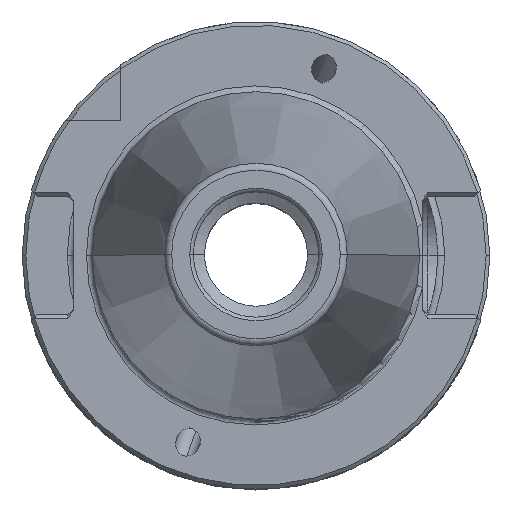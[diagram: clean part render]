
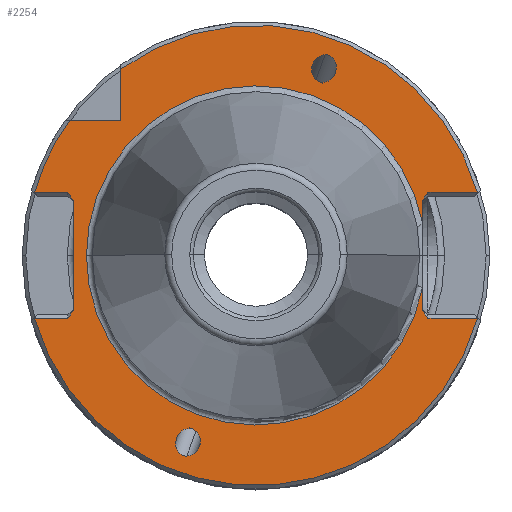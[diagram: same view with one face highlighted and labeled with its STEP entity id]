
A CAD part, top view. The second image highlights one B-rep face of the part: STEP entity #2254.
In plain terms, the highlighted planar face has unit normal (0, 0, 1).
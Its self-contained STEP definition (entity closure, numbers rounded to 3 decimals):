
#1666=EDGE_CURVE('NONE',#4234,#4324,#4667,.T.);
#1724=VERTEX_POINT('NONE',#4726);
#1770=EDGE_CURVE('NONE',#1826,#2108,#4777,.T.);
#1826=VERTEX_POINT('NONE',#4841);
#1870=VERTEX_POINT('NONE',#4888);
#1944=EDGE_CURVE('NONE',#3892,#1724,#4971,.T.);
#1996=EDGE_CURVE('NONE',#2818,#2584,#5024,.T.);
#2002=VERTEX_POINT('NONE',#5031);
#2014=VERTEX_POINT('NONE',#5047);
#2108=VERTEX_POINT('NONE',#5153);
#2236=EDGE_CURVE('NONE',#4234,#2666,#5291,.T.);
#2254=ADVANCED_FACE('NONE',(#5312,#5313,#5314),#5315,.T.);
#2378=EDGE_CURVE('NONE',#2584,#2646,#5451,.T.);
#2402=VERTEX_POINT('NONE',#5477);
#2456=EDGE_CURVE('NONE',#4446,#4324,#5536,.T.);
#2482=VERTEX_POINT('NONE',#5563);
#2584=VERTEX_POINT('NONE',#5678);
#2646=VERTEX_POINT('NONE',#5746);
#2666=VERTEX_POINT('NONE',#5768);
#2684=EDGE_CURVE('NONE',#2482,#2002,#5788,.T.);
#2764=EDGE_CURVE('NONE',#2402,#3614,#5879,.T.);
#2788=EDGE_CURVE('NONE',#2014,#2482,#5905,.T.);
#2818=VERTEX_POINT('NONE',#5939);
#2852=EDGE_CURVE('NONE',#3432,#1724,#5979,.T.);
#2942=EDGE_CURVE('NONE',#2108,#1826,#6076,.T.);
#3418=EDGE_CURVE('NONE',#2402,#4084,#6609,.T.);
#3432=VERTEX_POINT('NONE',#6627);
#3506=EDGE_CURVE('NONE',#4104,#2666,#6705,.T.);
#3530=EDGE_CURVE('NONE',#2014,#4104,#6732,.T.);
#3614=VERTEX_POINT('NONE',#6828);
#3632=EDGE_CURVE('NONE',#4446,#1870,#6846,.T.);
#3636=VERTEX_POINT('NONE',#6850);
#3806=VERTEX_POINT('NONE',#7038);
#3892=VERTEX_POINT('NONE',#7132);
#3904=EDGE_CURVE('NONE',#3892,#4084,#7146,.T.);
#4030=EDGE_CURVE('NONE',#2646,#3432,#7284,.T.);
#4072=EDGE_CURVE('NONE',#3614,#1870,#7335,.T.);
#4084=VERTEX_POINT('NONE',#7348);
#4104=VERTEX_POINT('NONE',#7372);
#4206=EDGE_CURVE('NONE',#3806,#3636,#7489,.T.);
#4234=VERTEX_POINT('NONE',#7517);
#4324=VERTEX_POINT('NONE',#7613);
#4390=EDGE_CURVE('NONE',#2002,#2818,#7687,.T.);
#4446=VERTEX_POINT('NONE',#7750);
#4460=EDGE_CURVE('NONE',#3636,#3806,#7766,.T.);
#4667=LINE('',#8091,#8092);
#4726=CARTESIAN_POINT('',(30.058,-8.55,-3.2));
#4777=(B_SPLINE_CURVE(3,(#8264,#8265,#8266,#8267),.UNSPECIFIED.,.F.,.F.)B_SPLINE_CURVE_WITH_KNOTS((4,4),(3.447,6.589),.UNSPECIFIED.)RATIONAL_B_SPLINE_CURVE((1.0,0.333,0.333,1.0))BOUNDED_CURVE()REPRESENTATION_ITEM('')GEOMETRIC_REPRESENTATION_ITEM()CURVE());
#4841=CARTESIAN_POINT('',(-9.079,-23.495,-3.2));
#4888=CARTESIAN_POINT('',(22.6,4.403,-3.2));
#4971=LINE('',#8574,#8575);
#5024=LINE('',#8702,#8703);
#5031=CARTESIAN_POINT('',(-25.55,8.55,-3.2));
#5047=CARTESIAN_POINT('',(-25.295,18.35,-3.2));
#5153=CARTESIAN_POINT('',(-9.39,-27.249,-3.2));
#5291=CIRCLE('',#9127,31.25);
#5312=FACE_OUTER_BOUND('',#9163,.T.);
#5313=FACE_BOUND('',#9164,.T.);
#5314=FACE_BOUND('',#9165,.T.);
#5315=PLANE('',#9166);
#5451=LINE('',#9452,#9453);
#5477=CARTESIAN_POINT('',(22.6,-4.403,-3.2));
#5536=LINE('',#9591,#9592);
#5563=CARTESIAN_POINT('',(-30.058,8.55,-3.2));
#5678=CARTESIAN_POINT('',(-24.8,-7.489,-3.2));
#5746=CARTESIAN_POINT('',(-25.55,-8.55,-3.2));
#5768=CARTESIAN_POINT('',(-18.35,25.295,-3.2));
#5788=LINE('',#10015,#10016);
#5879=CIRCLE('',#10154,23.025);
#5905=CIRCLE('',#10192,31.25);
#5939=CARTESIAN_POINT('',(-24.8,7.489,-3.2));
#5979=CIRCLE('',#10326,31.25);
#6076=(B_SPLINE_CURVE(3,(#10473,#10474,#10475,#10476),.UNSPECIFIED.,.F.,.F.)B_SPLINE_CURVE_WITH_KNOTS((4,4),(0.305,3.447),.UNSPECIFIED.)RATIONAL_B_SPLINE_CURVE((1.0,0.333,0.333,1.0))BOUNDED_CURVE()REPRESENTATION_ITEM('')GEOMETRIC_REPRESENTATION_ITEM()CURVE());
#6609=LINE('',#11337,#11338);
#6627=CARTESIAN_POINT('',(-30.058,-8.55,-3.2));
#6705=LINE('',#11502,#11503);
#6732=LINE('',#11546,#11547);
#6828=CARTESIAN_POINT('',(-23.025,0.,-3.2));
#6846=LINE('',#11764,#11765);
#6850=CARTESIAN_POINT('',(9.39,27.249,-3.2));
#7038=CARTESIAN_POINT('',(9.079,23.495,-3.2));
#7132=CARTESIAN_POINT('',(23.35,-8.55,-3.2));
#7146=LINE('',#12270,#12271);
#7284=LINE('',#12505,#12506);
#7335=CIRCLE('',#12565,23.025);
#7348=CARTESIAN_POINT('',(22.6,-7.489,-3.2));
#7372=CARTESIAN_POINT('',(-18.35,18.35,-3.2));
#7489=(B_SPLINE_CURVE(3,(#12799,#12800,#12801,#12802),.UNSPECIFIED.,.F.,.F.)B_SPLINE_CURVE_WITH_KNOTS((4,4),(3.447,6.589),.UNSPECIFIED.)RATIONAL_B_SPLINE_CURVE((1.0,0.333,0.333,1.0))BOUNDED_CURVE()REPRESENTATION_ITEM('')GEOMETRIC_REPRESENTATION_ITEM()CURVE());
#7517=CARTESIAN_POINT('',(30.058,8.55,-3.2));
#7613=CARTESIAN_POINT('',(23.35,8.55,-3.2));
#7687=LINE('',#13173,#13174);
#7750=CARTESIAN_POINT('',(22.6,7.489,-3.2));
#7766=(B_SPLINE_CURVE(3,(#13286,#13287,#13288,#13289),.UNSPECIFIED.,.F.,.F.)B_SPLINE_CURVE_WITH_KNOTS((4,4),(0.305,3.447),.UNSPECIFIED.)RATIONAL_B_SPLINE_CURVE((1.0,0.333,0.333,1.0))BOUNDED_CURVE()REPRESENTATION_ITEM('')GEOMETRIC_REPRESENTATION_ITEM()CURVE());
#8091=CARTESIAN_POINT('',(0.,8.55,-3.2));
#8092=VECTOR('',#13527,1000.0);
#8264=CARTESIAN_POINT('',(-9.079,-23.495,-3.2));
#8265=CARTESIAN_POINT('',(-12.429,-23.495,-3.2));
#8266=CARTESIAN_POINT('',(-12.739,-27.249,-3.2));
#8267=CARTESIAN_POINT('',(-9.39,-27.249,-3.2));
#8574=CARTESIAN_POINT('',(0.,-8.55,-3.2));
#8575=VECTOR('',#13852,1000.0);
#8702=CARTESIAN_POINT('',(-24.8,-52.225,-3.2));
#8703=VECTOR('',#13890,1000.0);
#9127=AXIS2_PLACEMENT_3D('',#14196,#14197,#14198);
#9163=EDGE_LOOP('',(#14233,#14234,#14235,#14236,#14237,#14238,#14239,#14240,#14241,#14242,#14243,#14244,#14245,#14246,#14247,#14248,#14249,#14250));
#9164=EDGE_LOOP('',(#14251,#14252));
#9165=EDGE_LOOP('',(#14253,#14254));
#9166=AXIS2_PLACEMENT_3D('',#14255,#14256,#14257);
#9452=CARTESIAN_POINT('',(-19.157,0.49,-3.2));
#9453=VECTOR('',#14417,1000.0);
#9591=CARTESIAN_POINT('',(23.114,8.217,-3.2));
#9592=VECTOR('',#14531,1000.0);
#10015=CARTESIAN_POINT('',(0.,8.55,-3.2));
#10016=VECTOR('',#14808,1000.0);
#10154=AXIS2_PLACEMENT_3D('',#14946,#14947,#14948);
#10192=AXIS2_PLACEMENT_3D('',#14973,#14974,#14975);
#10326=AXIS2_PLACEMENT_3D('',#15073,#15074,#15075);
#10473=CARTESIAN_POINT('',(-9.39,-27.249,-3.2));
#10474=CARTESIAN_POINT('',(-6.041,-27.249,-3.2));
#10475=CARTESIAN_POINT('',(-5.73,-23.495,-3.2));
#10476=CARTESIAN_POINT('',(-9.079,-23.495,-3.2));
#11337=CARTESIAN_POINT('',(22.6,-52.225,-3.2));
#11338=VECTOR('',#15788,1000.0);
#11502=CARTESIAN_POINT('',(-18.35,18.35,-3.2));
#11503=VECTOR('',#15892,1000.0);
#11546=CARTESIAN_POINT('',(-38.35,18.35,-3.2));
#11547=VECTOR('',#15928,1000.0);
#11764=CARTESIAN_POINT('',(22.6,-52.225,-3.2));
#11765=VECTOR('',#16066,1000.0);
#12270=CARTESIAN_POINT('',(23.114,-8.217,-3.2));
#12271=VECTOR('',#16393,1000.0);
#12505=CARTESIAN_POINT('',(0.,-8.55,-3.2));
#12506=VECTOR('',#16538,1000.0);
#12565=AXIS2_PLACEMENT_3D('',#16620,#16621,#16622);
#12799=CARTESIAN_POINT('',(9.079,23.495,-3.2));
#12800=CARTESIAN_POINT('',(12.429,23.495,-3.2));
#12801=CARTESIAN_POINT('',(12.739,27.249,-3.2));
#12802=CARTESIAN_POINT('',(9.39,27.249,-3.2));
#13173=CARTESIAN_POINT('',(-19.157,-0.49,-3.2));
#13174=VECTOR('',#17009,1000.0);
#13286=CARTESIAN_POINT('',(9.39,27.249,-3.2));
#13287=CARTESIAN_POINT('',(6.041,27.249,-3.2));
#13288=CARTESIAN_POINT('',(5.73,23.495,-3.2));
#13289=CARTESIAN_POINT('',(9.079,23.495,-3.2));
#13527=DIRECTION('',(-1.0,0.,0.));
#13852=DIRECTION('',(1.0,0.,0.));
#13890=DIRECTION('',(0.,-1.0,0.));
#14196=CARTESIAN_POINT('',(0.,0.,-3.2));
#14197=DIRECTION('',(0.,0.,1.0));
#14198=DIRECTION('',(-1.0,0.,0.));
#14233=ORIENTED_EDGE('',*,*,#4030,.T.);
#14234=ORIENTED_EDGE('',*,*,#2852,.T.);
#14235=ORIENTED_EDGE('',*,*,#1944,.F.);
#14236=ORIENTED_EDGE('',*,*,#3904,.T.);
#14237=ORIENTED_EDGE('',*,*,#3418,.F.);
#14238=ORIENTED_EDGE('',*,*,#2764,.T.);
#14239=ORIENTED_EDGE('',*,*,#4072,.T.);
#14240=ORIENTED_EDGE('',*,*,#3632,.F.);
#14241=ORIENTED_EDGE('',*,*,#2456,.T.);
#14242=ORIENTED_EDGE('',*,*,#1666,.F.);
#14243=ORIENTED_EDGE('',*,*,#2236,.T.);
#14244=ORIENTED_EDGE('',*,*,#3506,.F.);
#14245=ORIENTED_EDGE('',*,*,#3530,.F.);
#14246=ORIENTED_EDGE('',*,*,#2788,.T.);
#14247=ORIENTED_EDGE('',*,*,#2684,.T.);
#14248=ORIENTED_EDGE('',*,*,#4390,.T.);
#14249=ORIENTED_EDGE('',*,*,#1996,.T.);
#14250=ORIENTED_EDGE('',*,*,#2378,.T.);
#14251=ORIENTED_EDGE('',*,*,#2942,.F.);
#14252=ORIENTED_EDGE('',*,*,#1770,.F.);
#14253=ORIENTED_EDGE('',*,*,#4460,.F.);
#14254=ORIENTED_EDGE('',*,*,#4206,.F.);
#14255=CARTESIAN_POINT('',(0.,-52.225,-3.2));
#14256=DIRECTION('',(0.,0.,1.0));
#14257=DIRECTION('',(1.0,0.,0.0));
#14417=DIRECTION('',(-0.577,-0.816,0.));
#14531=DIRECTION('',(0.577,0.816,0.));
#14808=DIRECTION('',(1.0,0.,0.));
#14946=CARTESIAN_POINT('',(0.,0.,-3.2));
#14947=DIRECTION('',(0.,0.,-1.0));
#14948=DIRECTION('',(-1.0,0.,0.));
#14973=CARTESIAN_POINT('',(0.,0.,-3.2));
#14974=DIRECTION('',(0.,0.,1.0));
#14975=DIRECTION('',(-1.0,0.,0.));
#15073=CARTESIAN_POINT('',(0.,0.,-3.2));
#15074=DIRECTION('',(0.,0.,1.0));
#15075=DIRECTION('',(-1.0,0.,0.));
#15788=DIRECTION('',(0.,-1.0,0.));
#15892=DIRECTION('',(0.,1.0,0.));
#15928=DIRECTION('',(1.0,0.,0.));
#16066=DIRECTION('',(0.,-1.0,0.));
#16393=DIRECTION('',(-0.577,0.816,0.));
#16538=DIRECTION('',(-1.0,0.,0.));
#16620=CARTESIAN_POINT('',(0.,0.,-3.2));
#16621=DIRECTION('',(0.,0.,-1.0));
#16622=DIRECTION('',(-1.0,0.,0.));
#17009=DIRECTION('',(0.577,-0.816,0.));
